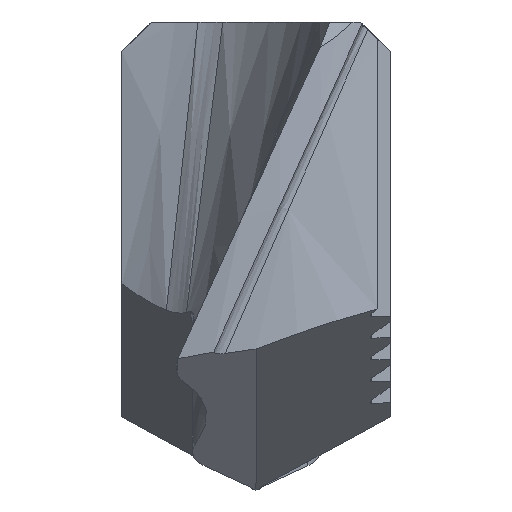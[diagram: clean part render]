
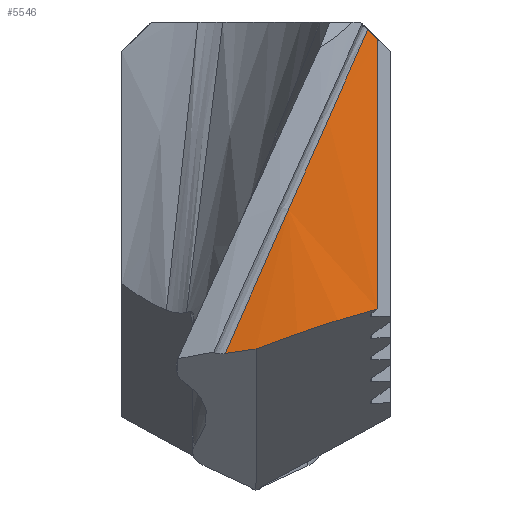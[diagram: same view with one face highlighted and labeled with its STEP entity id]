
A CAD part, left-side view. The second image highlights one B-rep face of the part: STEP entity #5546.
In plain terms, the highlighted free-form (B-spline) face has degree [3, 3] with [5, 6] control points.
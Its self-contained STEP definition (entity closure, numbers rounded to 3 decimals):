
#2309=CARTESIAN_POINT('',(-12.337,-4.08,
-9.622));
#2310=CARTESIAN_POINT('',(-12.337,-4.08,
-9.415));
#2311=CARTESIAN_POINT('',(-12.337,-4.08,
-8.996));
#2312=CARTESIAN_POINT('',(-12.337,-4.08,
-8.354));
#2313=CARTESIAN_POINT('',(-12.337,-4.08,
-7.687));
#2314=CARTESIAN_POINT('',(-12.337,-4.08,
-7.));
#2315=CARTESIAN_POINT('',(-12.337,-4.08,
-6.387));
#2316=CARTESIAN_POINT('',(-12.337,-4.08,
-5.685));
#2317=CARTESIAN_POINT('',(-12.338,-4.081,
-5.045));
#2318=CARTESIAN_POINT('',(-12.339,-4.081,
-4.302));
#2319=CARTESIAN_POINT('',(-12.339,-4.082,
-3.638));
#2320=CARTESIAN_POINT('',(-12.34,-4.083,
-2.905));
#2321=CARTESIAN_POINT('',(-12.341,-4.084,
-2.165));
#2322=CARTESIAN_POINT('',(-12.342,-4.085,
-1.423));
#2323=CARTESIAN_POINT('',(-12.343,-4.086,
-0.871));
#2324=CARTESIAN_POINT('',(-12.343,-4.086,
-0.586));
#2336=CARTESIAN_POINT('',(-12.337,-4.08,
-9.622));
#2337=CARTESIAN_POINT('',(-12.423,-3.826,
-9.689));
#2338=CARTESIAN_POINT('',(-12.579,-3.308,
-9.833));
#2339=CARTESIAN_POINT('',(-12.771,-2.473,
-10.086));
#2340=CARTESIAN_POINT('',(-12.902,-1.656,
-10.355));
#2341=CARTESIAN_POINT('',(-12.979,-0.851,
-10.639));
#2342=CARTESIAN_POINT('',(-12.998,-0.286,
-10.851));
#2343=CARTESIAN_POINT('',(-12.997,0.,
-10.962));
#2348=CARTESIAN_POINT('',(-12.997,0.,
-10.962));
#2349=CARTESIAN_POINT('',(-12.997,0.115,
-10.977));
#2350=CARTESIAN_POINT('',(-12.994,0.345,
-11.008));
#2351=CARTESIAN_POINT('',(-12.98,0.69,
-11.058));
#2352=CARTESIAN_POINT('',(-12.965,0.92,
-11.094));
#2353=CARTESIAN_POINT('',(-12.955,1.035,
-11.112));
#2358=CARTESIAN_POINT('',(-12.955,1.035,
-11.112));
#2359=CARTESIAN_POINT('',(-13.004,0.512,
-9.909));
#2360=CARTESIAN_POINT('',(-13.034,-0.574,
-7.442));
#2361=CARTESIAN_POINT('',(-12.861,-2.182,
-3.821));
#2362=CARTESIAN_POINT('',(-12.605,-3.247,
-1.404));
#2363=CARTESIAN_POINT('',(-12.451,-3.749,
-0.249));
#2368=CARTESIAN_POINT('',(-12.451,-3.749,
-0.249));
#2369=CARTESIAN_POINT('',(-12.44,-3.787,
-0.287));
#2370=CARTESIAN_POINT('',(-12.416,-3.862,
-0.362));
#2371=CARTESIAN_POINT('',(-12.38,-3.974,
-0.474));
#2372=CARTESIAN_POINT('',(-12.355,-4.049,
-0.549));
#2373=CARTESIAN_POINT('',(-12.343,-4.086,
-0.586));
#2405=CARTESIAN_POINT('',(-12.955,1.035,
-11.112));
#3071=CARTESIAN_POINT('',(-12.997,0.,
-10.962));
#3072=VERTEX_POINT('',#3071);
#3073=VERTEX_POINT('',#2336);
#3122=VERTEX_POINT('',#2405);
#3262=VERTEX_POINT('',#2324);
#3263=VERTEX_POINT('',#2363);
#5506=CARTESIAN_POINT('',(-12.499,-3.557,
-11.221));
#5507=CARTESIAN_POINT('',(-12.367,-4.026,
-9.981));
#5508=CARTESIAN_POINT('',(-12.026,-4.989,
-7.478));
#5509=CARTESIAN_POINT('',(-11.298,-6.423,
-3.785));
#5510=CARTESIAN_POINT('',(-10.67,-7.367,
-1.332));
#5511=CARTESIAN_POINT('',(-10.332,-7.819,
-0.142));
#5512=CARTESIAN_POINT('',(-12.592,-3.232,
-11.221));
#5513=CARTESIAN_POINT('',(-12.472,-3.709,
-9.981));
#5514=CARTESIAN_POINT('',(-12.155,-4.686,
-7.478));
#5515=CARTESIAN_POINT('',(-11.465,-6.143,
-3.785));
#5516=CARTESIAN_POINT('',(-10.861,-7.101,
-1.332));
#5517=CARTESIAN_POINT('',(-10.534,-7.559,
-0.142));
#5518=CARTESIAN_POINT('',(-12.965,-1.698,
-11.221));
#5519=CARTESIAN_POINT('',(-12.903,-2.207,
-9.981));
#5520=CARTESIAN_POINT('',(-12.705,-3.248,
-7.478));
#5521=CARTESIAN_POINT('',(-12.19,-4.801,
-3.785));
#5522=CARTESIAN_POINT('',(-11.703,-5.822,
-1.332));
#5523=CARTESIAN_POINT('',(-11.433,-6.312,
-0.142));
#5524=CARTESIAN_POINT('',(-13.055,-0.107,
-11.221));
#5525=CARTESIAN_POINT('',(-13.056,-0.637,
-9.981));
#5526=CARTESIAN_POINT('',(-12.988,-1.721,
-7.478));
#5527=CARTESIAN_POINT('',(-12.665,-3.335,
-3.785));
#5528=CARTESIAN_POINT('',(-12.305,-4.398,
-1.332));
#5529=CARTESIAN_POINT('',(-12.096,-4.908,
-0.142));
#5530=CARTESIAN_POINT('',(-12.947,1.128,
-11.221));
#5531=CARTESIAN_POINT('',(-13.001,0.589,
-9.981));
#5532=CARTESIAN_POINT('',(-13.037,-0.513,
-7.478));
#5533=CARTESIAN_POINT('',(-12.867,-2.154,
-3.785));
#5534=CARTESIAN_POINT('',(-12.609,-3.235,
-1.332));
#5535=CARTESIAN_POINT('',(-12.45,-3.753,
-0.142));
#5536=B_SPLINE_SURFACE_WITH_KNOTS('',3,3,((#5506,#5507,#5508,#5509,#5510,#5511),
(#5512,#5513,#5514,#5515,#5516,#5517),(#5518,#5519,#5520,#5521,#5522,#5523),(
#5524,#5525,#5526,#5527,#5528,#5529),(#5530,#5531,#5532,#5533,#5534,#5535)),
.UNSPECIFIED.,.F.,.F.,.F.,(4,1,4),(4,1,1,4),(0.362,0.5,
1.006),(0.077,4.181,8.363,
12.301),.UNSPECIFIED.);
#5537=ORIENTED_EDGE('',*,*,#4010,.T.);
#5538=ORIENTED_EDGE('',*,*,#4091,.T.);
#5540=ORIENTED_EDGE('',*,*,#5539,.T.);
#5542=ORIENTED_EDGE('',*,*,#5541,.T.);
#5543=ORIENTED_EDGE('',*,*,#5498,.F.);
#5544=EDGE_LOOP('',(#5537,#5538,#5540,#5542,#5543));
#5545=FACE_OUTER_BOUND('',#5544,.F.);
#2325=B_SPLINE_CURVE_WITH_KNOTS('',3,(#2309,#2310,#2311,#2312,#2313,#2314,#2315,
#2316,#2317,#2318,#2319,#2320,#2321,#2322,#2323,#2324),.UNSPECIFIED.,.F.,.F.,(4,
1,1,1,1,1,1,1,1,1,1,1,1,4),(0.,0.077,0.154,
0.231,0.308,0.385,0.462,
0.538,0.615,0.692,0.769,
0.846,0.923,1.),.UNSPECIFIED.);
#2344=B_SPLINE_CURVE_WITH_KNOTS('',3,(#2336,#2337,#2338,#2339,#2340,#2341,#2342,
#2343),.UNSPECIFIED.,.F.,.F.,(4,1,1,1,1,4),(0.,0.2,0.4,0.6,0.8,1.),
.UNSPECIFIED.);
#2354=B_SPLINE_CURVE_WITH_KNOTS('',3,(#2348,#2349,#2350,#2351,#2352,#2353),
.UNSPECIFIED.,.F.,.F.,(4,1,1,4),(0.,0.333,0.667,1.),
.UNSPECIFIED.);
#2364=B_SPLINE_CURVE_WITH_KNOTS('',3,(#2358,#2359,#2360,#2361,#2362,#2363),
.UNSPECIFIED.,.F.,.F.,(4,1,1,4),(0.,0.332,0.681,1.),
.UNSPECIFIED.);
#2374=B_SPLINE_CURVE_WITH_KNOTS('',3,(#2368,#2369,#2370,#2371,#2372,#2373),
.UNSPECIFIED.,.F.,.F.,(4,1,1,4),(0.,0.333,0.667,1.),
.UNSPECIFIED.);
#4010=EDGE_CURVE('',#3073,#3072,#2344,.T.);
#4091=EDGE_CURVE('',#3072,#3122,#2354,.T.);
#5498=EDGE_CURVE('',#3073,#3262,#2325,.T.);
#5539=EDGE_CURVE('',#3122,#3263,#2364,.T.);
#5541=EDGE_CURVE('',#3263,#3262,#2374,.T.);
#5546=ADVANCED_FACE('',(#5545),#5536,.F.);
